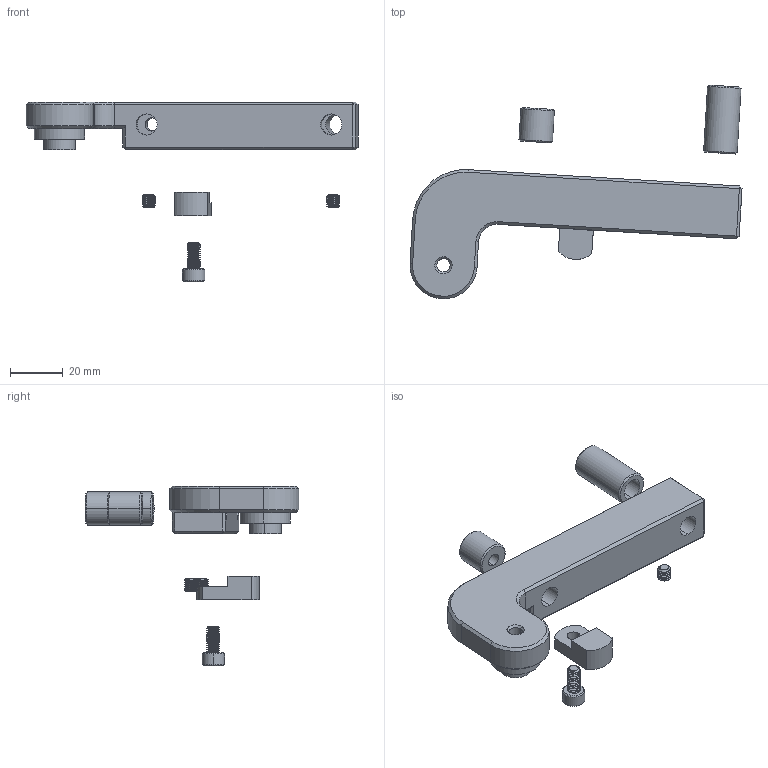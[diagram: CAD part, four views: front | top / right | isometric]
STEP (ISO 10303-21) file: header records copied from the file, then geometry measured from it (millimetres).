
FILE_DESCRIPTION (( 'STEP AP214' ), '1' );
FILE_NAME ('FT1202.STEP', '2023-10-16T17:57:51', ( '' ), ( '' ), 'SwSTEP 2.0', 'SolidWorks 2023', '' );
FILE_SCHEMA (( 'AUTOMOTIVE_DESIGN' ));
Length unit declared in the file: millimetre
Products named in the file (7): FT1203_4_SHORT ; FT1203_4_LONG; M5x5 Setscrew_92605A533; M5x10SHCS_92290A224; FT1202; FT1205_DR0077R; FT1206
Assembly tree (7 placements, depth 2):
  FT1202
    FT1205_DR0077R
    FT1206
    M5x10SHCS_92290A224
    FT1203_4_SHORT 
    FT1203_4_LONG
    M5x5 Setscrew_92605A533  x2
Bounding box: 125.63 x 80.85 x 68 mm (x, y, z)
Volume: 46971.2 mm3; surface area: 17314.2 mm2
Topology: 7 solids, 7 shells, 266 faces, 635 edges, 386 vertices
Faces by surface type: cylinder 110, plane 85, cone 63, bspline 8
Entity records: 9152 total; most frequent: CARTESIAN_POINT 4106, ORIENTED_EDGE 1068, DIRECTION 957, EDGE_CURVE 534, AXIS2_PLACEMENT_3D 358, VERTEX_POINT 328, EDGE_LOOP 246, VECTOR 241
